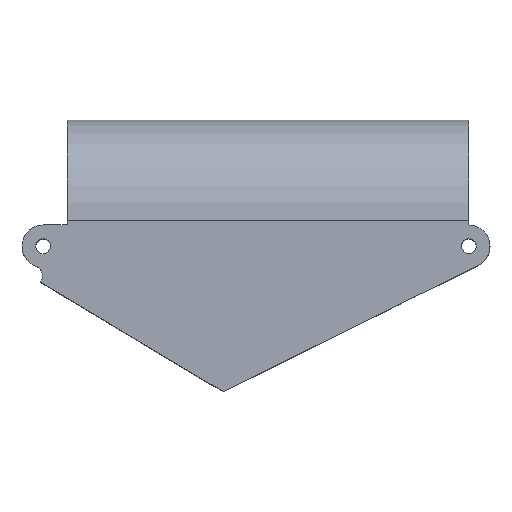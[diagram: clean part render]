
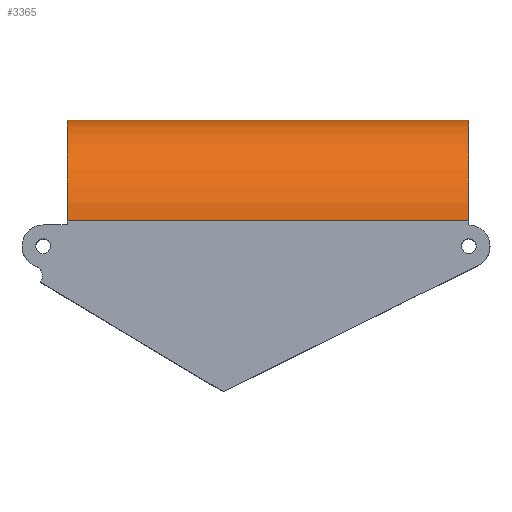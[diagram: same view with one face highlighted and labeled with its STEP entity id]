
A CAD part, top view. The second image highlights one B-rep face of the part: STEP entity #3365.
In plain terms, the highlighted cylindrical face has radius 19 mm (diameter 38 mm), a partial arc.
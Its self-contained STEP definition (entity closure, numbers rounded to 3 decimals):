
#33 = PLANE('',#34);
#34 = AXIS2_PLACEMENT_3D('',#35,#36,#37);
#35 = CARTESIAN_POINT('',(-0.574,-22.774,40.));
#36 = DIRECTION('',(0.,0.,1.));
#37 = DIRECTION('',(1.,0.,0.));
#204 = VERTEX_POINT('',#205);
#205 = CARTESIAN_POINT('',(40.,-21.5,40.));
#219 = PLANE('',#220);
#220 = AXIS2_PLACEMENT_3D('',#221,#222,#223);
#221 = CARTESIAN_POINT('',(40.,-22.25,0.));
#222 = DIRECTION('',(-1.,0.,0.));
#223 = DIRECTION('',(0.,1.,0.));
#231 = EDGE_CURVE('',#204,#232,#234,.T.);
#232 = VERTEX_POINT('',#233);
#233 = CARTESIAN_POINT('',(-35.5,-21.5,40.));
#234 = SURFACE_CURVE('',#235,(#239,#246),.PCURVE_S1.);
#235 = LINE('',#236,#237);
#236 = CARTESIAN_POINT('',(40.,-21.5,40.));
#237 = VECTOR('',#238,1.);
#238 = DIRECTION('',(-1.,0.,0.));
#239 = PCURVE('',#33,#240);
#240 = DEFINITIONAL_REPRESENTATION('',(#241),#245);
#241 = LINE('',#242,#243);
#242 = CARTESIAN_POINT('',(40.574,1.274));
#243 = VECTOR('',#244,1.);
#244 = DIRECTION('',(-1.,0.));
#245 = ( GEOMETRIC_REPRESENTATION_CONTEXT(2) 
PARAMETRIC_REPRESENTATION_CONTEXT() REPRESENTATION_CONTEXT('2D SPACE',''
  ) );
#246 = PCURVE('',#247,#252);
#247 = CYLINDRICAL_SURFACE('',#248,19.);
#248 = AXIS2_PLACEMENT_3D('',#249,#250,#251);
#249 = CARTESIAN_POINT('',(40.,-21.5,21.));
#250 = DIRECTION('',(-1.,0.,0.));
#251 = DIRECTION('',(0.,1.,0.));
#252 = DEFINITIONAL_REPRESENTATION('',(#253),#257);
#253 = LINE('',#254,#255);
#254 = CARTESIAN_POINT('',(-1.571,0.));
#255 = VECTOR('',#256,1.);
#256 = DIRECTION('',(-0.,1.));
#257 = ( GEOMETRIC_REPRESENTATION_CONTEXT(2) 
PARAMETRIC_REPRESENTATION_CONTEXT() REPRESENTATION_CONTEXT('2D SPACE',''
  ) );
#275 = PLANE('',#276);
#276 = AXIS2_PLACEMENT_3D('',#277,#278,#279);
#277 = CARTESIAN_POINT('',(-35.5,-2.5,0.));
#278 = DIRECTION('',(1.,0.,0.));
#279 = DIRECTION('',(0.,-1.,0.));
#3265 = EDGE_CURVE('',#3266,#204,#3268,.T.);
#3266 = VERTEX_POINT('',#3267);
#3267 = CARTESIAN_POINT('',(40.,-2.5,21.));
#3268 = SURFACE_CURVE('',#3269,(#3274,#3285),.PCURVE_S1.);
#3269 = CIRCLE('',#3270,19.);
#3270 = AXIS2_PLACEMENT_3D('',#3271,#3272,#3273);
#3271 = CARTESIAN_POINT('',(40.,-21.5,21.));
#3272 = DIRECTION('',(1.,-0.,0.));
#3273 = DIRECTION('',(0.,0.,-1.));
#3274 = PCURVE('',#219,#3275);
#3275 = DEFINITIONAL_REPRESENTATION('',(#3276),#3284);
#3276 = ( BOUNDED_CURVE() B_SPLINE_CURVE(2,(#3277,#3278,#3279,#3280,
#3281,#3282,#3283),.UNSPECIFIED.,.T.,.F.) B_SPLINE_CURVE_WITH_KNOTS((1,2
    ,2,2,2,1),(-2.094,0.,2.094,4.189,
6.283,8.378),.UNSPECIFIED.) CURVE() 
GEOMETRIC_REPRESENTATION_ITEM() RATIONAL_B_SPLINE_CURVE((1.,0.5,1.,0.5,
1.,0.5,1.)) REPRESENTATION_ITEM('') );
#3277 = CARTESIAN_POINT('',(0.75,-2.));
#3278 = CARTESIAN_POINT('',(33.659,-2.));
#3279 = CARTESIAN_POINT('',(17.204,-30.5));
#3280 = CARTESIAN_POINT('',(0.75,-59.));
#3281 = CARTESIAN_POINT('',(-15.704,-30.5));
#3282 = CARTESIAN_POINT('',(-32.159,-2.));
#3283 = CARTESIAN_POINT('',(0.75,-2.));
#3284 = ( GEOMETRIC_REPRESENTATION_CONTEXT(2) 
PARAMETRIC_REPRESENTATION_CONTEXT() REPRESENTATION_CONTEXT('2D SPACE',''
  ) );
#3285 = PCURVE('',#247,#3286);
#3286 = DEFINITIONAL_REPRESENTATION('',(#3287),#3291);
#3287 = LINE('',#3288,#3289);
#3288 = CARTESIAN_POINT('',(1.571,-0.));
#3289 = VECTOR('',#3290,1.);
#3290 = DIRECTION('',(-1.,0.));
#3291 = ( GEOMETRIC_REPRESENTATION_CONTEXT(2) 
PARAMETRIC_REPRESENTATION_CONTEXT() REPRESENTATION_CONTEXT('2D SPACE',''
  ) );
#3308 = PLANE('',#3309);
#3309 = AXIS2_PLACEMENT_3D('',#3310,#3311,#3312);
#3310 = CARTESIAN_POINT('',(-50.,-22.,21.));
#3311 = DIRECTION('',(0.,0.,1.));
#3312 = DIRECTION('',(1.,0.,0.));
#3365 = ADVANCED_FACE('',(#3366),#247,.T.);
#3366 = FACE_BOUND('',#3367,.F.);
#3367 = EDGE_LOOP('',(#3368,#3369,#3370,#3394));
#3368 = ORIENTED_EDGE('',*,*,#3265,.T.);
#3369 = ORIENTED_EDGE('',*,*,#231,.T.);
#3370 = ORIENTED_EDGE('',*,*,#3371,.F.);
#3371 = EDGE_CURVE('',#3372,#232,#3374,.T.);
#3372 = VERTEX_POINT('',#3373);
#3373 = CARTESIAN_POINT('',(-35.5,-2.5,21.));
#3374 = SURFACE_CURVE('',#3375,(#3380,#3387),.PCURVE_S1.);
#3375 = CIRCLE('',#3376,19.);
#3376 = AXIS2_PLACEMENT_3D('',#3377,#3378,#3379);
#3377 = CARTESIAN_POINT('',(-35.5,-21.5,21.));
#3378 = DIRECTION('',(1.,-0.,0.));
#3379 = DIRECTION('',(0.,0.,-1.));
#3380 = PCURVE('',#247,#3381);
#3381 = DEFINITIONAL_REPRESENTATION('',(#3382),#3386);
#3382 = LINE('',#3383,#3384);
#3383 = CARTESIAN_POINT('',(1.571,75.5));
#3384 = VECTOR('',#3385,1.);
#3385 = DIRECTION('',(-1.,0.));
#3386 = ( GEOMETRIC_REPRESENTATION_CONTEXT(2) 
PARAMETRIC_REPRESENTATION_CONTEXT() REPRESENTATION_CONTEXT('2D SPACE',''
  ) );
#3387 = PCURVE('',#275,#3388);
#3388 = DEFINITIONAL_REPRESENTATION('',(#3389),#3393);
#3389 = CIRCLE('',#3390,19.);
#3390 = AXIS2_PLACEMENT_2D('',#3391,#3392);
#3391 = CARTESIAN_POINT('',(19.,-21.));
#3392 = DIRECTION('',(0.,1.));
#3393 = ( GEOMETRIC_REPRESENTATION_CONTEXT(2) 
PARAMETRIC_REPRESENTATION_CONTEXT() REPRESENTATION_CONTEXT('2D SPACE',''
  ) );
#3394 = ORIENTED_EDGE('',*,*,#3395,.F.);
#3395 = EDGE_CURVE('',#3266,#3372,#3396,.T.);
#3396 = SURFACE_CURVE('',#3397,(#3401,#3408),.PCURVE_S1.);
#3397 = LINE('',#3398,#3399);
#3398 = CARTESIAN_POINT('',(40.,-2.5,21.));
#3399 = VECTOR('',#3400,1.);
#3400 = DIRECTION('',(-1.,0.,0.));
#3401 = PCURVE('',#247,#3402);
#3402 = DEFINITIONAL_REPRESENTATION('',(#3403),#3407);
#3403 = LINE('',#3404,#3405);
#3404 = CARTESIAN_POINT('',(-0.,0.));
#3405 = VECTOR('',#3406,1.);
#3406 = DIRECTION('',(-0.,1.));
#3407 = ( GEOMETRIC_REPRESENTATION_CONTEXT(2) 
PARAMETRIC_REPRESENTATION_CONTEXT() REPRESENTATION_CONTEXT('2D SPACE',''
  ) );
#3408 = PCURVE('',#3308,#3409);
#3409 = DEFINITIONAL_REPRESENTATION('',(#3410),#3414);
#3410 = LINE('',#3411,#3412);
#3411 = CARTESIAN_POINT('',(90.,19.5));
#3412 = VECTOR('',#3413,1.);
#3413 = DIRECTION('',(-1.,0.));
#3414 = ( GEOMETRIC_REPRESENTATION_CONTEXT(2) 
PARAMETRIC_REPRESENTATION_CONTEXT() REPRESENTATION_CONTEXT('2D SPACE',''
  ) );
